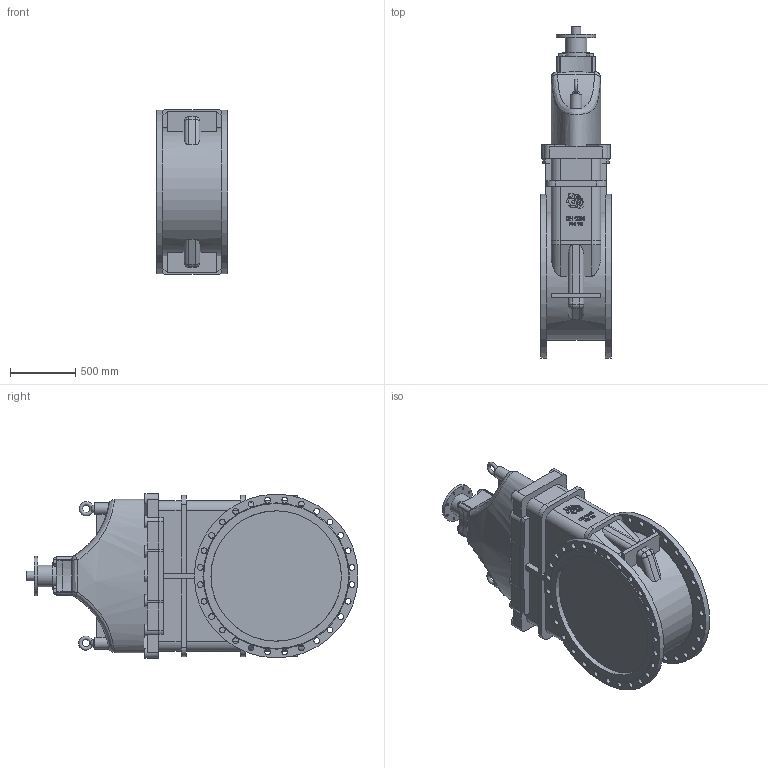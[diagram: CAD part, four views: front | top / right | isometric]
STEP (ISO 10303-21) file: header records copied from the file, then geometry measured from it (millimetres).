
FILE_DESCRIPTION(('STEP AP203'), '1');
FILE_NAME('3D_103-1000-16_1', '', ('UNSPECIFIED'), ('UNSPECIFIED'), 'C3D Converter', 'C3D Toolkit', '');
FILE_SCHEMA(('CONFIG_CONTROL_DESIGN'));
Length unit declared in the file: millimetre
Bounding box: 550 x 2545.5 x 1261.46 mm (x, y, z)
Volume: 899012444.8 mm3; surface area: 10721100.1 mm2
Topology: 16 solids, 16 shells, 4262 faces, 12620 edges, 8409 vertices
Faces by surface type: plane 4082, cylinder 157, sphere 8, cone 6, bspline 5, torus 4
Full cylindrical faces by diameter (mm): 18 x8, 44 x56, 75 x1, 90.104 x2, 165.894 x1, 200 x1, 201.834 x1, 300 x1, 982.136 x1, 1000 x4, 1255 x2
Entity records: 188503 total; most frequent: CARTESIAN_POINT 40220, ORIENTED_EDGE 25048, DIRECTION 21275, EDGE_CURVE 12524, LINE 12051, VECTOR 12051, VERTEX_POINT 8403, AXIS2_PLACEMENT_3D 4612
